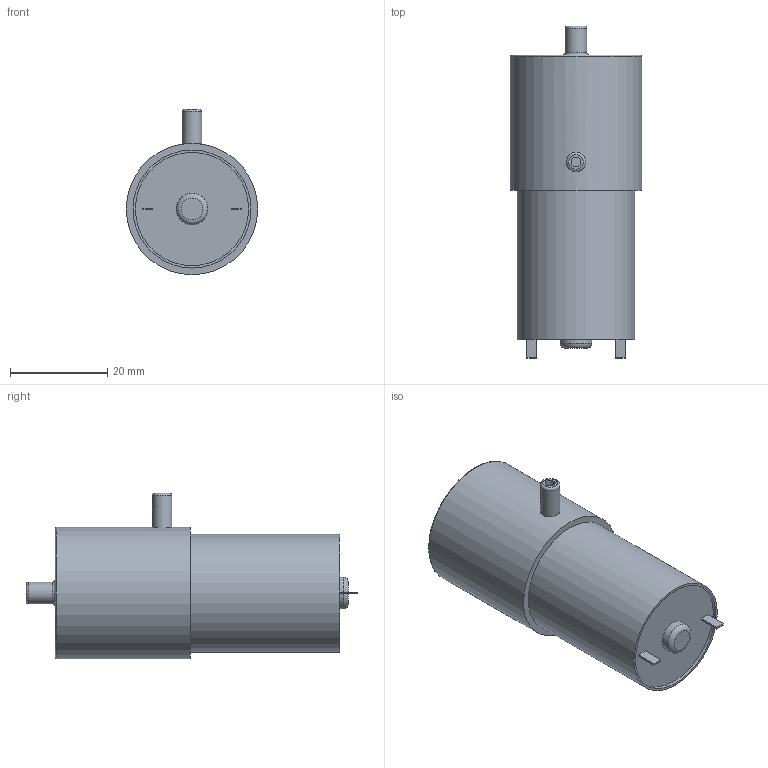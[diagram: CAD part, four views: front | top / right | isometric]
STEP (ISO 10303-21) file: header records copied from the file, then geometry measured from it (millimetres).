
FILE_DESCRIPTION(/* description */ (''),/* implementation_level */ '2;1');
FILE_NAME(/* name */ 'motor.step',/* time_stamp */ '2018-12-03T23:08:17-05:00',/* author */ ('amitabhMPCMP'),/* organization */ (''),/* preprocessor_version */ 'ST-DEVELOPER v17.2',/* originating_system */ 'Autodesk Translation Framework v7.6.0.251',/* authorisation */ '');
FILE_SCHEMA (('AUTOMOTIVE_DESIGN { 1 0 10303 214 3 1 1 }'));
Length unit declared in the file: millimetre
Products named in the file (1): motor
Bounding box: 27 x 68.25 x 34 mm (x, y, z)
Volume: 29990.3 mm3; surface area: 7150.9 mm2
Topology: 4 solids, 4 shells, 35 faces, 67 edges, 46 vertices
Faces by surface type: plane 22, cylinder 8, torus 5
Full cylindrical faces by diameter (mm): 2 x2, 4 x1, 4.5 x1, 6.5 x1, 23.3 x1, 24.25 x1, 27 x1
Entity records: 980 total; most frequent: CARTESIAN_POINT 183, DIRECTION 170, ORIENTED_EDGE 134, AXIS2_PLACEMENT_3D 69, EDGE_CURVE 67, VERTEX_POINT 46, EDGE_LOOP 41, FACE_OUTER_BOUND 35
